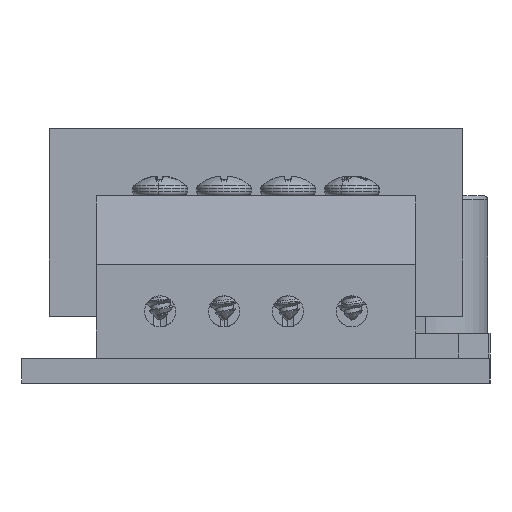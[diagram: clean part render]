
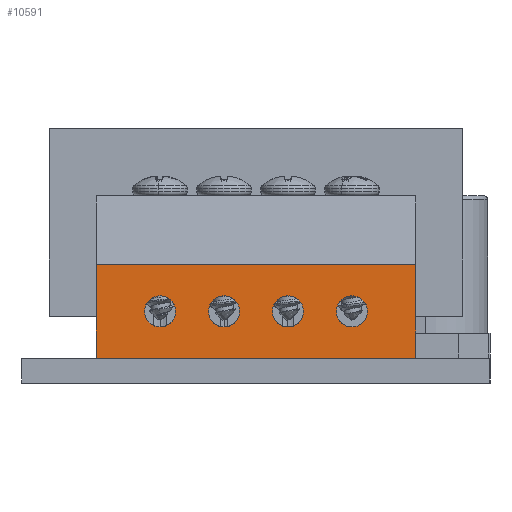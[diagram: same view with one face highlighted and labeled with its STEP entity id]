
A CAD part, left-side view. The second image highlights one B-rep face of the part: STEP entity #10591.
In plain terms, the highlighted planar face has unit normal (-1, 0, 0).
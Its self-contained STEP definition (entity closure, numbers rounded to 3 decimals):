
#19 = DIRECTION ( 'NONE',  ( 0., 0., 1. ) ) ;
#80 = ORIENTED_EDGE ( 'NONE', *, *, #2588, .F. ) ;
#214 = EDGE_CURVE ( 'NONE', #13701, #10230, #11681, .T. ) ;
#299 = ORIENTED_EDGE ( 'NONE', *, *, #9733, .F. ) ;
#309 = EDGE_CURVE ( 'NONE', #1484, #9340, #2287, .T. ) ;
#355 = DIRECTION ( 'NONE',  ( -1., 0., 0. ) ) ;
#709 = ORIENTED_EDGE ( 'NONE', *, *, #309, .F. ) ;
#964 = CIRCLE ( 'NONE', #3140, 1. ) ;
#1135 = CARTESIAN_POINT ( 'NONE',  ( -36.9, -6.15, 4.6 ) ) ;
#1140 = CARTESIAN_POINT ( 'NONE',  ( -36.9, 6.15, 3.6 ) ) ;
#1173 = CIRCLE ( 'NONE', #6700, 1. ) ;
#1484 = VERTEX_POINT ( 'NONE', #1140 ) ;
#1573 = DIRECTION ( 'NONE',  ( -1., 0., 0. ) ) ;
#1604 = EDGE_CURVE ( 'NONE', #8325, #1919, #14326, .T. ) ;
#1919 = VERTEX_POINT ( 'NONE', #4872 ) ;
#1985 = AXIS2_PLACEMENT_3D ( 'NONE', #9036, #12542, #5589 ) ;
#2066 = ORIENTED_EDGE ( 'NONE', *, *, #5034, .F. ) ;
#2287 = CIRCLE ( 'NONE', #9241, 1. ) ;
#2301 = ORIENTED_EDGE ( 'NONE', *, *, #214, .F. ) ;
#2359 = EDGE_LOOP ( 'NONE', ( #9303, #11126 ) ) ;
#2418 = VECTOR ( 'NONE', #8421, 1000. ) ;
#2498 = FACE_BOUND ( 'NONE', #13164, .T. ) ;
#2588 = EDGE_CURVE ( 'NONE', #9340, #1484, #964, .T. ) ;
#3140 = AXIS2_PLACEMENT_3D ( 'NONE', #4532, #4455, #19 ) ;
#3293 = EDGE_CURVE ( 'NONE', #1919, #6446, #5064, .T. ) ;
#3585 = EDGE_LOOP ( 'NONE', ( #80, #709 ) ) ;
#3630 = DIRECTION ( 'NONE',  ( 0., 1., 0. ) ) ;
#3885 = CARTESIAN_POINT ( 'NONE',  ( -36.9, 2.05, 3.6 ) ) ;
#4018 = AXIS2_PLACEMENT_3D ( 'NONE', #10798, #355, #4951 ) ;
#4432 = CARTESIAN_POINT ( 'NONE',  ( -36.9, 0., 4.6 ) ) ;
#4453 = CARTESIAN_POINT ( 'NONE',  ( -36.9, 2.05, 5.6 ) ) ;
#4455 = DIRECTION ( 'NONE',  ( -1., 0., 0. ) ) ;
#4532 = CARTESIAN_POINT ( 'NONE',  ( -36.9, 6.15, 4.6 ) ) ;
#4588 = FACE_OUTER_BOUND ( 'NONE', #5901, .T. ) ;
#4872 = CARTESIAN_POINT ( 'NONE',  ( -36.9, -10.25, 1.6 ) ) ;
#4924 = EDGE_CURVE ( 'NONE', #13797, #14096, #13215, .T. ) ;
#4951 = DIRECTION ( 'NONE',  ( 0., 0., 1. ) ) ;
#5034 = EDGE_CURVE ( 'NONE', #14096, #13797, #9172, .T. ) ;
#5064 = LINE ( 'NONE', #11875, #7543 ) ;
#5108 = CARTESIAN_POINT ( 'NONE',  ( -36.9, 6.15, 4.6 ) ) ;
#5589 = DIRECTION ( 'NONE',  ( 0., 0., 1. ) ) ;
#5740 = DIRECTION ( 'NONE',  ( -1., 0., 0. ) ) ;
#5901 = EDGE_LOOP ( 'NONE', ( #13783, #7550, #299, #9567 ) ) ;
#5904 = ORIENTED_EDGE ( 'NONE', *, *, #4924, .F. ) ;
#6023 = EDGE_CURVE ( 'NONE', #6446, #13440, #14138, .T. ) ;
#6227 = VERTEX_POINT ( 'NONE', #7012 ) ;
#6238 = VECTOR ( 'NONE', #9840, 1000. ) ;
#6446 = VERTEX_POINT ( 'NONE', #12385 ) ;
#6700 = AXIS2_PLACEMENT_3D ( 'NONE', #12452, #7747, #6769 ) ;
#6769 = DIRECTION ( 'NONE',  ( 0., 0., 1. ) ) ;
#6845 = DIRECTION ( 'NONE',  ( 0., 1., 0. ) ) ;
#7012 = CARTESIAN_POINT ( 'NONE',  ( -36.9, -6.15, 3.6 ) ) ;
#7324 = VERTEX_POINT ( 'NONE', #7680 ) ;
#7543 = VECTOR ( 'NONE', #3630, 1000. ) ;
#7550 = ORIENTED_EDGE ( 'NONE', *, *, #1604, .F. ) ;
#7659 = EDGE_LOOP ( 'NONE', ( #2066, #5904 ) ) ;
#7680 = CARTESIAN_POINT ( 'NONE',  ( -36.9, -6.15, 5.6 ) ) ;
#7747 = DIRECTION ( 'NONE',  ( -1., 0., 0. ) ) ;
#7782 = ORIENTED_EDGE ( 'NONE', *, *, #9597, .F. ) ;
#8089 = EDGE_CURVE ( 'NONE', #7324, #6227, #11697, .T. ) ;
#8097 = CARTESIAN_POINT ( 'NONE',  ( -36.9, 10.25, 7.6 ) ) ;
#8118 = FACE_BOUND ( 'NONE', #7659, .T. ) ;
#8280 = AXIS2_PLACEMENT_3D ( 'NONE', #4432, #13574, #6845 ) ;
#8325 = VERTEX_POINT ( 'NONE', #13600 ) ;
#8327 = CIRCLE ( 'NONE', #8800, 1. ) ;
#8396 = CARTESIAN_POINT ( 'NONE',  ( -36.9, 6.15, 5.6 ) ) ;
#8421 = DIRECTION ( 'NONE',  ( 0., 0., -1. ) ) ;
#8493 = CARTESIAN_POINT ( 'NONE',  ( -36.9, -10.25, 3.1 ) ) ;
#8542 = CARTESIAN_POINT ( 'NONE',  ( -36.9, -6.15, 4.6 ) ) ;
#8764 = DIRECTION ( 'NONE',  ( 0., 0., 1. ) ) ;
#8800 = AXIS2_PLACEMENT_3D ( 'NONE', #1135, #5740, #13587 ) ;
#8944 = VECTOR ( 'NONE', #10843, 1000. ) ;
#9021 = FACE_BOUND ( 'NONE', #3585, .T. ) ;
#9036 = CARTESIAN_POINT ( 'NONE',  ( -36.9, -2.05, 4.6 ) ) ;
#9172 = CIRCLE ( 'NONE', #1985, 1. ) ;
#9241 = AXIS2_PLACEMENT_3D ( 'NONE', #5108, #1573, #11841 ) ;
#9303 = ORIENTED_EDGE ( 'NONE', *, *, #8089, .F. ) ;
#9340 = VERTEX_POINT ( 'NONE', #8396 ) ;
#9567 = ORIENTED_EDGE ( 'NONE', *, *, #6023, .F. ) ;
#9597 = EDGE_CURVE ( 'NONE', #10230, #13701, #1173, .T. ) ;
#9681 = CARTESIAN_POINT ( 'NONE',  ( -36.9, -2.05, 3.6 ) ) ;
#9733 = EDGE_CURVE ( 'NONE', #13440, #8325, #13184, .T. ) ;
#9739 = CARTESIAN_POINT ( 'NONE',  ( -36.9, -2.05, 5.6 ) ) ;
#9840 = DIRECTION ( 'NONE',  ( 0., -1., 0. ) ) ;
#10230 = VERTEX_POINT ( 'NONE', #4453 ) ;
#10348 = AXIS2_PLACEMENT_3D ( 'NONE', #12180, #13295, #12108 ) ;
#10498 = AXIS2_PLACEMENT_3D ( 'NONE', #8542, #12262, #8764 ) ;
#10591 = ADVANCED_FACE ( 'NONE', ( #9021, #2498, #8118, #13655, #4588 ), #11337, .F. ) ;
#10798 = CARTESIAN_POINT ( 'NONE',  ( -36.9, 2.05, 4.6 ) ) ;
#10843 = DIRECTION ( 'NONE',  ( 0., 0., 1. ) ) ;
#11126 = ORIENTED_EDGE ( 'NONE', *, *, #13063, .F. ) ;
#11337 = PLANE ( 'NONE',  #8280 ) ;
#11681 = CIRCLE ( 'NONE', #4018, 1. ) ;
#11697 = CIRCLE ( 'NONE', #10498, 1. ) ;
#11841 = DIRECTION ( 'NONE',  ( 0., 0., 1. ) ) ;
#11875 = CARTESIAN_POINT ( 'NONE',  ( -36.9, 10.25, 1.6 ) ) ;
#12070 = CARTESIAN_POINT ( 'NONE',  ( -36.9, -5.125, 7.6 ) ) ;
#12108 = DIRECTION ( 'NONE',  ( 0., 0., 1. ) ) ;
#12180 = CARTESIAN_POINT ( 'NONE',  ( -36.9, -2.05, 4.6 ) ) ;
#12262 = DIRECTION ( 'NONE',  ( -1., 0., 0. ) ) ;
#12385 = CARTESIAN_POINT ( 'NONE',  ( -36.9, 10.25, 1.6 ) ) ;
#12452 = CARTESIAN_POINT ( 'NONE',  ( -36.9, 2.05, 4.6 ) ) ;
#12542 = DIRECTION ( 'NONE',  ( -1., 0., 0. ) ) ;
#13063 = EDGE_CURVE ( 'NONE', #6227, #7324, #8327, .T. ) ;
#13164 = EDGE_LOOP ( 'NONE', ( #7782, #2301 ) ) ;
#13184 = LINE ( 'NONE', #12070, #6238 ) ;
#13215 = CIRCLE ( 'NONE', #10348, 1. ) ;
#13295 = DIRECTION ( 'NONE',  ( -1., 0., 0. ) ) ;
#13440 = VERTEX_POINT ( 'NONE', #8097 ) ;
#13574 = DIRECTION ( 'NONE',  ( 1., 0., 0. ) ) ;
#13587 = DIRECTION ( 'NONE',  ( 0., 0., 1. ) ) ;
#13600 = CARTESIAN_POINT ( 'NONE',  ( -36.9, -10.25, 7.6 ) ) ;
#13655 = FACE_BOUND ( 'NONE', #2359, .T. ) ;
#13701 = VERTEX_POINT ( 'NONE', #3885 ) ;
#13783 = ORIENTED_EDGE ( 'NONE', *, *, #3293, .F. ) ;
#13797 = VERTEX_POINT ( 'NONE', #9681 ) ;
#14096 = VERTEX_POINT ( 'NONE', #9739 ) ;
#14138 = LINE ( 'NONE', #14363, #8944 ) ;
#14326 = LINE ( 'NONE', #8493, #2418 ) ;
#14363 = CARTESIAN_POINT ( 'NONE',  ( -36.9, 10.25, 3.1 ) ) ;
